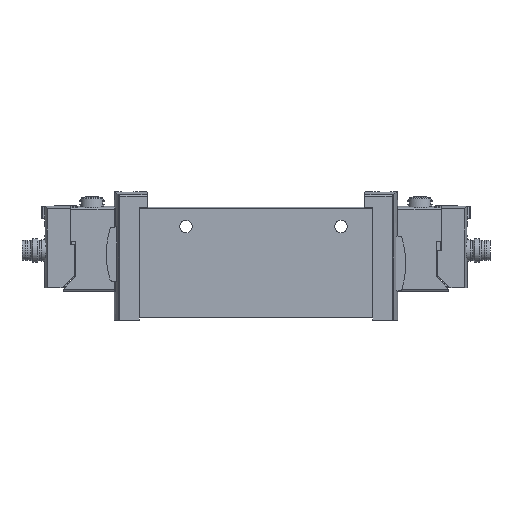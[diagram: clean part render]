
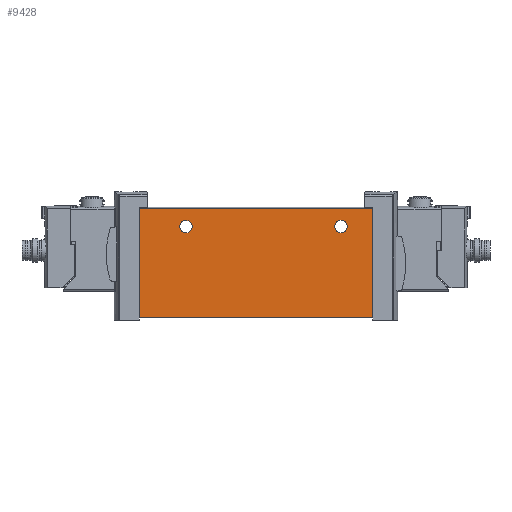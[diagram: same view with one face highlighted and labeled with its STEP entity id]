
A CAD part, top view. The second image highlights one B-rep face of the part: STEP entity #9428.
In plain terms, the highlighted planar face has unit normal (0, 0, 1).
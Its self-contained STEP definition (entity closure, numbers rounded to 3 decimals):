
#88=PLANE('',#11667);
#626=LINE('',#15845,#1580);
#635=LINE('',#15873,#1589);
#640=LINE('',#15893,#1594);
#643=LINE('',#15899,#1597);
#1580=VECTOR('',#12754,1000.);
#1589=VECTOR('',#12779,1000.);
#1594=VECTOR('',#12802,1000.);
#1597=VECTOR('',#12811,1000.);
#2698=ORIENTED_EDGE('',*,*,#5480,.F.);
#2699=ORIENTED_EDGE('',*,*,#5481,.F.);
#2700=ORIENTED_EDGE('',*,*,#5476,.T.);
#2701=ORIENTED_EDGE('',*,*,#5465,.F.);
#2702=ORIENTED_EDGE('',*,*,#5479,.F.);
#2703=ORIENTED_EDGE('',*,*,#5449,.T.);
#5449=EDGE_CURVE('',#6844,#6843,#626,.T.);
#5465=EDGE_CURVE('',#6854,#6851,#635,.T.);
#5476=EDGE_CURVE('',#6843,#6851,#640,.T.);
#5479=EDGE_CURVE('',#6844,#6854,#643,.T.);
#5480=EDGE_CURVE('',#6861,#6861,#7675,.F.);
#5481=EDGE_CURVE('',#6862,#6862,#7676,.F.);
#6843=VERTEX_POINT('',#15844);
#6844=VERTEX_POINT('',#15846);
#6851=VERTEX_POINT('',#15863);
#6854=VERTEX_POINT('',#15872);
#6861=VERTEX_POINT('',#15902);
#6862=VERTEX_POINT('',#15904);
#7675=CIRCLE('',#11668,2.1);
#7676=CIRCLE('',#11669,2.1);
#8001=EDGE_LOOP('',(#2698));
#8002=EDGE_LOOP('',(#2699));
#8003=EDGE_LOOP('',(#2700,#2701,#2702,#2703));
#8647=FACE_BOUND('',#8001,.T.);
#8648=FACE_BOUND('',#8002,.T.);
#8649=FACE_BOUND('',#8003,.T.);
#9428=ADVANCED_FACE('',(#8647,#8648,#8649),#88,.F.);
#11667=AXIS2_PLACEMENT_3D('',#15900,#12812,#12813);
#11668=AXIS2_PLACEMENT_3D('',#15901,#12814,#12815);
#11669=AXIS2_PLACEMENT_3D('',#15903,#12816,#12817);
#12754=DIRECTION('',(-1.,0.,0.));
#12779=DIRECTION('',(-1.,0.,0.));
#12802=DIRECTION('',(0.,-1.,0.));
#12811=DIRECTION('',(0.,-1.,0.));
#12812=DIRECTION('',(0.,0.,-1.));
#12813=DIRECTION('',(-1.,0.,0.));
#12814=DIRECTION('',(0.,0.,-1.));
#12815=DIRECTION('',(-1.,0.,0.));
#12816=DIRECTION('',(0.,0.,-1.));
#12817=DIRECTION('',(-1.,0.,0.));
#15844=CARTESIAN_POINT('',(-39.2,36.6,9.15));
#15845=CARTESIAN_POINT('',(39.2,36.6,9.15));
#15846=CARTESIAN_POINT('',(39.2,36.6,9.15));
#15863=CARTESIAN_POINT('',(-39.2,0.,9.15));
#15872=CARTESIAN_POINT('',(39.2,0.,9.15));
#15873=CARTESIAN_POINT('',(39.2,0.,9.15));
#15893=CARTESIAN_POINT('',(-39.2,36.6,9.15));
#15899=CARTESIAN_POINT('',(39.2,36.6,9.15));
#15900=CARTESIAN_POINT('',(39.2,36.6,9.15));
#15901=CARTESIAN_POINT('',(28.5,30.6,9.15));
#15902=CARTESIAN_POINT('',(26.4,30.6,9.15));
#15903=CARTESIAN_POINT('',(-23.5,30.6,9.15));
#15904=CARTESIAN_POINT('',(-25.6,30.6,9.15));
